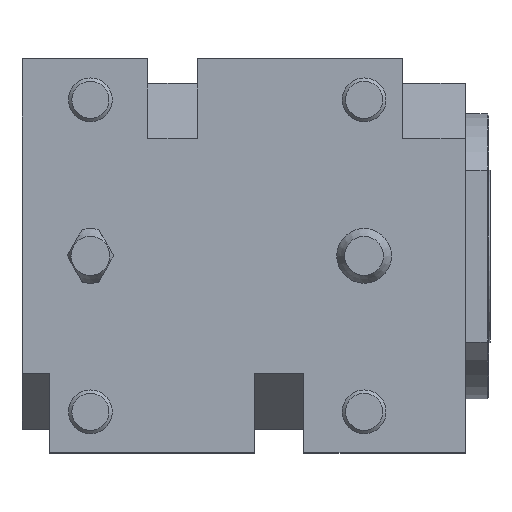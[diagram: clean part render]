
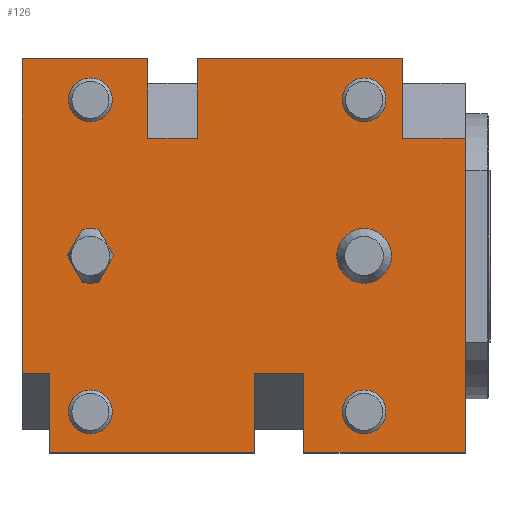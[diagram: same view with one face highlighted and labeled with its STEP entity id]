
A CAD part, top view. The second image highlights one B-rep face of the part: STEP entity #126.
In plain terms, the highlighted planar face has unit normal (0, 0, 1).
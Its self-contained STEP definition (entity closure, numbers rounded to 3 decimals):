
#126=ADVANCED_FACE('',(#241,#242,#243,#244,#245,#246,#247),#197,.T.);
#197=PLANE('',#1229);
#241=FACE_BOUND('',#282,.T.);
#242=FACE_BOUND('',#283,.T.);
#243=FACE_BOUND('',#284,.T.);
#244=FACE_BOUND('',#285,.T.);
#245=FACE_BOUND('',#286,.T.);
#246=FACE_BOUND('',#287,.T.);
#247=FACE_BOUND('',#288,.T.);
#282=EDGE_LOOP('',(#419,#420,#421,#422,#423,#424));
#283=EDGE_LOOP('',(#425));
#284=EDGE_LOOP('',(#426));
#285=EDGE_LOOP('',(#427));
#286=EDGE_LOOP('',(#428));
#287=EDGE_LOOP('',(#429,#430,#431,#432,#433,#434,#435,#436,#437,#438,#439,
#440,#441,#442,#443,#444));
#288=EDGE_LOOP('',(#445));
#376=CIRCLE('',#1222,9.997);
#377=CIRCLE('',#1223,9.997);
#378=CIRCLE('',#1224,8.);
#379=CIRCLE('',#1225,8.);
#380=CIRCLE('',#1226,8.);
#381=CIRCLE('',#1227,8.);
#382=CIRCLE('',#1228,9.997);
#419=ORIENTED_EDGE('',*,*,#835,.F.);
#420=ORIENTED_EDGE('',*,*,#836,.F.);
#421=ORIENTED_EDGE('',*,*,#837,.T.);
#422=ORIENTED_EDGE('',*,*,#838,.T.);
#423=ORIENTED_EDGE('',*,*,#839,.T.);
#424=ORIENTED_EDGE('',*,*,#840,.T.);
#425=ORIENTED_EDGE('',*,*,#841,.T.);
#426=ORIENTED_EDGE('',*,*,#842,.T.);
#427=ORIENTED_EDGE('',*,*,#843,.T.);
#428=ORIENTED_EDGE('',*,*,#844,.T.);
#429=ORIENTED_EDGE('',*,*,#845,.T.);
#430=ORIENTED_EDGE('',*,*,#846,.T.);
#431=ORIENTED_EDGE('',*,*,#847,.F.);
#432=ORIENTED_EDGE('',*,*,#848,.T.);
#433=ORIENTED_EDGE('',*,*,#849,.T.);
#434=ORIENTED_EDGE('',*,*,#850,.T.);
#435=ORIENTED_EDGE('',*,*,#851,.F.);
#436=ORIENTED_EDGE('',*,*,#852,.T.);
#437=ORIENTED_EDGE('',*,*,#853,.T.);
#438=ORIENTED_EDGE('',*,*,#854,.T.);
#439=ORIENTED_EDGE('',*,*,#855,.T.);
#440=ORIENTED_EDGE('',*,*,#856,.T.);
#441=ORIENTED_EDGE('',*,*,#857,.T.);
#442=ORIENTED_EDGE('',*,*,#858,.T.);
#443=ORIENTED_EDGE('',*,*,#859,.T.);
#444=ORIENTED_EDGE('',*,*,#860,.T.);
#445=ORIENTED_EDGE('',*,*,#861,.T.);
#727=VERTEX_POINT('',#1686);
#728=VERTEX_POINT('',#1687);
#729=VERTEX_POINT('',#1689);
#730=VERTEX_POINT('',#1691);
#731=VERTEX_POINT('',#1693);
#732=VERTEX_POINT('',#1695);
#733=VERTEX_POINT('',#1698);
#734=VERTEX_POINT('',#1700);
#735=VERTEX_POINT('',#1702);
#736=VERTEX_POINT('',#1704);
#737=VERTEX_POINT('',#1706);
#738=VERTEX_POINT('',#1707);
#739=VERTEX_POINT('',#1709);
#740=VERTEX_POINT('',#1711);
#741=VERTEX_POINT('',#1713);
#742=VERTEX_POINT('',#1715);
#743=VERTEX_POINT('',#1717);
#744=VERTEX_POINT('',#1719);
#745=VERTEX_POINT('',#1721);
#746=VERTEX_POINT('',#1723);
#747=VERTEX_POINT('',#1725);
#748=VERTEX_POINT('',#1727);
#749=VERTEX_POINT('',#1729);
#750=VERTEX_POINT('',#1731);
#751=VERTEX_POINT('',#1733);
#752=VERTEX_POINT('',#1735);
#753=VERTEX_POINT('',#1738);
#835=EDGE_CURVE('',#727,#728,#989,.T.);
#836=EDGE_CURVE('',#729,#727,#990,.T.);
#837=EDGE_CURVE('',#729,#730,#376,.T.);
#838=EDGE_CURVE('',#730,#731,#991,.T.);
#839=EDGE_CURVE('',#731,#732,#992,.T.);
#840=EDGE_CURVE('',#732,#728,#377,.T.);
#841=EDGE_CURVE('',#733,#733,#378,.T.);
#842=EDGE_CURVE('',#734,#734,#379,.T.);
#843=EDGE_CURVE('',#735,#735,#380,.T.);
#844=EDGE_CURVE('',#736,#736,#381,.T.);
#845=EDGE_CURVE('',#737,#738,#993,.T.);
#846=EDGE_CURVE('',#738,#739,#994,.T.);
#847=EDGE_CURVE('',#740,#739,#995,.T.);
#848=EDGE_CURVE('',#740,#741,#996,.T.);
#849=EDGE_CURVE('',#741,#742,#997,.T.);
#850=EDGE_CURVE('',#742,#743,#998,.T.);
#851=EDGE_CURVE('',#744,#743,#999,.T.);
#852=EDGE_CURVE('',#744,#745,#1000,.T.);
#853=EDGE_CURVE('',#745,#746,#1001,.T.);
#854=EDGE_CURVE('',#746,#747,#1002,.T.);
#855=EDGE_CURVE('',#747,#748,#1003,.T.);
#856=EDGE_CURVE('',#748,#749,#1004,.T.);
#857=EDGE_CURVE('',#749,#750,#1005,.T.);
#858=EDGE_CURVE('',#750,#751,#1006,.T.);
#859=EDGE_CURVE('',#751,#752,#1007,.T.);
#860=EDGE_CURVE('',#752,#737,#1008,.T.);
#861=EDGE_CURVE('',#753,#753,#382,.T.);
#989=LINE('',#1685,#1089);
#990=LINE('',#1688,#1090);
#991=LINE('',#1692,#1091);
#992=LINE('',#1694,#1092);
#993=LINE('',#1705,#1093);
#994=LINE('',#1708,#1094);
#995=LINE('',#1710,#1095);
#996=LINE('',#1712,#1096);
#997=LINE('',#1714,#1097);
#998=LINE('',#1716,#1098);
#999=LINE('',#1718,#1099);
#1000=LINE('',#1720,#1100);
#1001=LINE('',#1722,#1101);
#1002=LINE('',#1724,#1102);
#1003=LINE('',#1726,#1103);
#1004=LINE('',#1728,#1104);
#1005=LINE('',#1730,#1105);
#1006=LINE('',#1732,#1106);
#1007=LINE('',#1734,#1107);
#1008=LINE('',#1736,#1108);
#1089=VECTOR('',#1346,1.);
#1090=VECTOR('',#1347,1.);
#1091=VECTOR('',#1350,1.);
#1092=VECTOR('',#1351,1.);
#1093=VECTOR('',#1362,1.);
#1094=VECTOR('',#1363,1.);
#1095=VECTOR('',#1364,1.);
#1096=VECTOR('',#1365,1.);
#1097=VECTOR('',#1366,1.);
#1098=VECTOR('',#1367,1.);
#1099=VECTOR('',#1368,1.);
#1100=VECTOR('',#1369,1.);
#1101=VECTOR('',#1370,1.);
#1102=VECTOR('',#1371,1.);
#1103=VECTOR('',#1372,1.);
#1104=VECTOR('',#1373,1.);
#1105=VECTOR('',#1374,1.);
#1106=VECTOR('',#1375,1.);
#1107=VECTOR('',#1376,1.);
#1108=VECTOR('',#1377,1.);
#1222=AXIS2_PLACEMENT_3D('',#1690,#1348,#1349);
#1223=AXIS2_PLACEMENT_3D('',#1696,#1352,#1353);
#1224=AXIS2_PLACEMENT_3D('',#1697,#1354,#1355);
#1225=AXIS2_PLACEMENT_3D('',#1699,#1356,#1357);
#1226=AXIS2_PLACEMENT_3D('',#1701,#1358,#1359);
#1227=AXIS2_PLACEMENT_3D('',#1703,#1360,#1361);
#1228=AXIS2_PLACEMENT_3D('',#1737,#1378,#1379);
#1229=AXIS2_PLACEMENT_3D('',#1739,#1380,#1381);
#1346=DIRECTION('',(-0.5,0.866,0.));
#1347=DIRECTION('',(0.5,0.866,0.));
#1348=DIRECTION('',(0.,0.,-1.));
#1349=DIRECTION('',(1.,0.,0.));
#1350=DIRECTION('',(-0.5,0.866,0.));
#1351=DIRECTION('',(0.5,0.866,0.));
#1352=DIRECTION('',(0.,0.,-1.));
#1353=DIRECTION('',(1.,0.,0.));
#1354=DIRECTION('',(0.,0.,-1.));
#1355=DIRECTION('',(0.,1.,0.));
#1356=DIRECTION('',(0.,0.,-1.));
#1357=DIRECTION('',(0.,1.,0.));
#1358=DIRECTION('',(0.,0.,-1.));
#1359=DIRECTION('',(0.,1.,0.));
#1360=DIRECTION('',(0.,0.,-1.));
#1361=DIRECTION('',(0.,1.,0.));
#1362=DIRECTION('',(1.,0.,0.));
#1363=DIRECTION('',(0.,-1.,0.));
#1364=DIRECTION('',(-1.,0.,0.));
#1365=DIRECTION('',(0.,1.,0.));
#1366=DIRECTION('',(1.,0.,0.));
#1367=DIRECTION('',(0.,-1.,0.));
#1368=DIRECTION('',(-1.,0.,0.));
#1369=DIRECTION('',(0.,1.,0.));
#1370=DIRECTION('',(-1.,0.,0.));
#1371=DIRECTION('',(0.,1.,0.));
#1372=DIRECTION('',(-1.,0.,0.));
#1373=DIRECTION('',(0.,-1.,0.));
#1374=DIRECTION('',(-1.,0.,0.));
#1375=DIRECTION('',(0.,1.,0.));
#1376=DIRECTION('',(-1.,0.,0.));
#1377=DIRECTION('',(0.,-1.,0.));
#1378=DIRECTION('',(0.,0.,-1.));
#1379=DIRECTION('',(1.,0.,0.));
#1380=DIRECTION('',(0.,0.,1.));
#1381=DIRECTION('',(1.,0.,0.));
#1685=CARTESIAN_POINT('',(-90.548,-1.64,0.));
#1686=CARTESIAN_POINT('',(-91.494,0.,0.));
#1687=CARTESIAN_POINT('',(-97.,9.536,0.));
#1688=CARTESIAN_POINT('',(-28.194,109.64,0.));
#1689=CARTESIAN_POINT('',(-97.,-9.536,0.));
#1690=CARTESIAN_POINT('',(-100.,0.,0.));
#1691=CARTESIAN_POINT('',(-103.,-9.536,0.));
#1692=CARTESIAN_POINT('',(-103.306,-9.006,0.));
#1693=CARTESIAN_POINT('',(-108.506,0.,0.));
#1694=CARTESIAN_POINT('',(-40.952,117.006,0.));
#1695=CARTESIAN_POINT('',(-103.,9.536,0.));
#1696=CARTESIAN_POINT('',(-100.,0.,0.));
#1697=CARTESIAN_POINT('',(-100.,-57.,0.));
#1698=CARTESIAN_POINT('',(-100.,-49.,0.));
#1699=CARTESIAN_POINT('',(0.,-57.,0.));
#1700=CARTESIAN_POINT('',(0.,-49.,0.));
#1701=CARTESIAN_POINT('',(-100.,57.,0.));
#1702=CARTESIAN_POINT('',(-100.,65.,0.));
#1703=CARTESIAN_POINT('',(0.,57.,0.));
#1704=CARTESIAN_POINT('',(0.,65.,0.));
#1705=CARTESIAN_POINT('',(-125.,-43.,0.));
#1706=CARTESIAN_POINT('',(-125.,-43.,0.));
#1707=CARTESIAN_POINT('',(-115.,-43.,0.));
#1708=CARTESIAN_POINT('',(-115.,-43.,0.));
#1709=CARTESIAN_POINT('',(-115.,-72.,0.));
#1710=CARTESIAN_POINT('',(-40.,-72.,0.));
#1711=CARTESIAN_POINT('',(-40.,-72.,0.));
#1712=CARTESIAN_POINT('',(-40.,-72.,0.));
#1713=CARTESIAN_POINT('',(-40.,-43.,0.));
#1714=CARTESIAN_POINT('',(-40.,-43.,0.));
#1715=CARTESIAN_POINT('',(-22.,-43.,0.));
#1716=CARTESIAN_POINT('',(-22.,-43.,0.));
#1717=CARTESIAN_POINT('',(-22.,-72.,0.));
#1718=CARTESIAN_POINT('',(36.,-72.,0.));
#1719=CARTESIAN_POINT('',(37.,-72.,0.));
#1720=CARTESIAN_POINT('',(37.,-71.,0.));
#1721=CARTESIAN_POINT('',(37.,43.,0.));
#1722=CARTESIAN_POINT('',(37.,43.,0.));
#1723=CARTESIAN_POINT('',(14.,43.,0.));
#1724=CARTESIAN_POINT('',(14.,43.,0.));
#1725=CARTESIAN_POINT('',(14.,72.,0.));
#1726=CARTESIAN_POINT('',(14.,72.,0.));
#1727=CARTESIAN_POINT('',(-61.,72.,0.));
#1728=CARTESIAN_POINT('',(-61.,72.,0.));
#1729=CARTESIAN_POINT('',(-61.,43.,0.));
#1730=CARTESIAN_POINT('',(-61.,43.,0.));
#1731=CARTESIAN_POINT('',(-79.,43.,0.));
#1732=CARTESIAN_POINT('',(-79.,43.,0.));
#1733=CARTESIAN_POINT('',(-79.,72.,0.));
#1734=CARTESIAN_POINT('',(-79.,72.,0.));
#1735=CARTESIAN_POINT('',(-125.,72.,0.));
#1736=CARTESIAN_POINT('',(-125.,71.,0.));
#1737=CARTESIAN_POINT('',(0.,0.,0.));
#1738=CARTESIAN_POINT('',(9.997,0.,0.));
#1739=CARTESIAN_POINT('',(37.,72.,0.));
